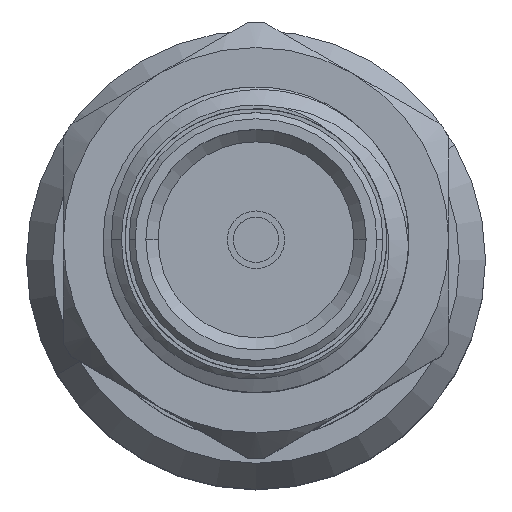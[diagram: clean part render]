
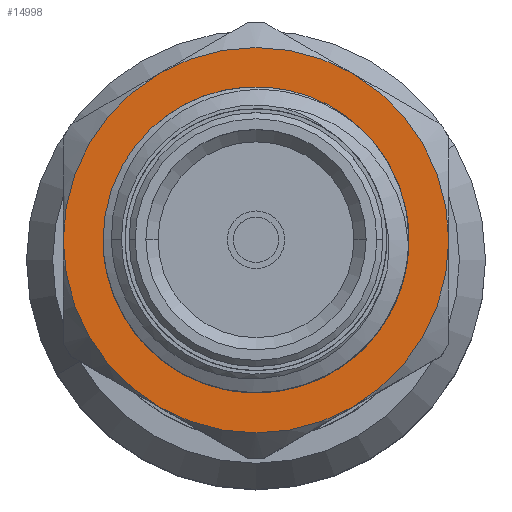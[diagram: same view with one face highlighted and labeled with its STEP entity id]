
A CAD part, top view. The second image highlights one B-rep face of the part: STEP entity #14998.
In plain terms, the highlighted face is planar.
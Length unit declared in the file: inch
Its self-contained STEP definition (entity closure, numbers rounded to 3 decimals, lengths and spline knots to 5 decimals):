
#1 = DIRECTION ( 'NONE',  ( 0., 0., 1. ) ) ;
#769 = CIRCLE ( 'NONE', #2876, 0.15748 ) ;
#934 = CARTESIAN_POINT ( 'NONE',  ( 0.30709, 0., 0. ) ) ;
#2083 = VERTEX_POINT ( 'NONE', #6398 ) ;
#2136 = EDGE_CURVE ( 'NONE', #12360, #2083, #10104, .T. ) ;
#2222 = CARTESIAN_POINT ( 'NONE',  ( 0.30709, 0., 0. ) ) ;
#2223 = CARTESIAN_POINT ( 'NONE',  ( 0.30709, 0., 0. ) ) ;
#2701 = CIRCLE ( 'NONE', #6950, 0.15748 ) ;
#2721 = AXIS2_PLACEMENT_3D ( 'NONE', #4879, #11630, #8840 ) ;
#2876 = AXIS2_PLACEMENT_3D ( 'NONE', #934, #6528, #17574 ) ;
#3120 = EDGE_LOOP ( 'NONE', ( #12303, #14197 ) ) ;
#3194 = CARTESIAN_POINT ( 'NONE',  ( 0.30709, 0., 0. ) ) ;
#3268 = DIRECTION ( 'NONE',  ( 0., 0., -1. ) ) ;
#3365 = VERTEX_POINT ( 'NONE', #13292 ) ;
#4638 = CARTESIAN_POINT ( 'NONE',  ( 0.30709, 0., 0. ) ) ;
#4644 = CARTESIAN_POINT ( 'NONE',  ( 0.30709, 0., 0. ) ) ;
#4780 = PLANE ( 'NONE',  #4795 ) ;
#4795 = AXIS2_PLACEMENT_3D ( 'NONE', #10260, #7460, #3268 ) ;
#4879 = CARTESIAN_POINT ( 'NONE',  ( 0.30709, 0., 0. ) ) ;
#5163 = DIRECTION ( 'NONE',  ( 0., 0., 1. ) ) ;
#5250 = ORIENTED_EDGE ( 'NONE', *, *, #16008, .T. ) ;
#5330 = CARTESIAN_POINT ( 'NONE',  ( 0.30709, -0.13638, 0.07874 ) ) ;
#5719 = EDGE_LOOP ( 'NONE', ( #6886, #14246, #12957, #10643, #16650, #5250 ) ) ;
#5770 = CARTESIAN_POINT ( 'NONE',  ( 0.30709, 0., 0.10875 ) ) ;
#6013 = DIRECTION ( 'NONE',  ( -1., 0., 0. ) ) ;
#6104 = VERTEX_POINT ( 'NONE', #13353 ) ;
#6398 = CARTESIAN_POINT ( 'NONE',  ( 0.30709, 0., -0.15748 ) ) ;
#6528 = DIRECTION ( 'NONE',  ( -1., 0., 0. ) ) ;
#6886 = ORIENTED_EDGE ( 'NONE', *, *, #2136, .T. ) ;
#6950 = AXIS2_PLACEMENT_3D ( 'NONE', #4638, #9926, #14454 ) ;
#7460 = DIRECTION ( 'NONE',  ( 1., 0., 0. ) ) ;
#7615 = DIRECTION ( 'NONE',  ( 1., 0., 0. ) ) ;
#7883 = VERTEX_POINT ( 'NONE', #5330 ) ;
#7934 = VERTEX_POINT ( 'NONE', #15143 ) ;
#8396 = CIRCLE ( 'NONE', #14930, 0.10875 ) ;
#8563 = AXIS2_PLACEMENT_3D ( 'NONE', #3194, #6013, #10664 ) ;
#8658 = FACE_OUTER_BOUND ( 'NONE', #5719, .T. ) ;
#8840 = DIRECTION ( 'NONE',  ( 0., 0., -1. ) ) ;
#9527 = FACE_BOUND ( 'NONE', #3120, .T. ) ;
#9926 = DIRECTION ( 'NONE',  ( -1., 0., 0. ) ) ;
#10104 = CIRCLE ( 'NONE', #16553, 0.15748 ) ;
#10185 = CARTESIAN_POINT ( 'NONE',  ( 0.30709, 0.13638, -0.07874 ) ) ;
#10260 = CARTESIAN_POINT ( 'NONE',  ( 0.30709, 0.10375, 0. ) ) ;
#10285 = AXIS2_PLACEMENT_3D ( 'NONE', #12388, #12441, #5163 ) ;
#10545 = EDGE_CURVE ( 'NONE', #7883, #6104, #769, .T. ) ;
#10626 = EDGE_CURVE ( 'NONE', #2083, #7934, #14143, .T. ) ;
#10643 = ORIENTED_EDGE ( 'NONE', *, *, #10545, .T. ) ;
#10664 = DIRECTION ( 'NONE',  ( 0., 0., 1. ) ) ;
#10997 = VERTEX_POINT ( 'NONE', #17738 ) ;
#11497 = VERTEX_POINT ( 'NONE', #5770 ) ;
#11630 = DIRECTION ( 'NONE',  ( 1., 0., 0. ) ) ;
#11903 = DIRECTION ( 'NONE',  ( -1., 0., 0. ) ) ;
#12303 = ORIENTED_EDGE ( 'NONE', *, *, #17215, .T. ) ;
#12326 = EDGE_CURVE ( 'NONE', #7934, #7883, #16576, .T. ) ;
#12360 = VERTEX_POINT ( 'NONE', #10185 ) ;
#12388 = CARTESIAN_POINT ( 'NONE',  ( 0.30709, 0., 0. ) ) ;
#12420 = AXIS2_PLACEMENT_3D ( 'NONE', #2223, #11903, #16199 ) ;
#12441 = DIRECTION ( 'NONE',  ( -1., 0., 0. ) ) ;
#12520 = CIRCLE ( 'NONE', #2721, 0.10875 ) ;
#12957 = ORIENTED_EDGE ( 'NONE', *, *, #12326, .T. ) ;
#13292 = CARTESIAN_POINT ( 'NONE',  ( 0.30709, 0., -0.10875 ) ) ;
#13353 = CARTESIAN_POINT ( 'NONE',  ( 0.30709, 0., 0.15748 ) ) ;
#14143 = CIRCLE ( 'NONE', #10285, 0.15748 ) ;
#14197 = ORIENTED_EDGE ( 'NONE', *, *, #17164, .T. ) ;
#14246 = ORIENTED_EDGE ( 'NONE', *, *, #10626, .T. ) ;
#14454 = DIRECTION ( 'NONE',  ( 0., 0., 1. ) ) ;
#14930 = AXIS2_PLACEMENT_3D ( 'NONE', #4644, #7615, #17407 ) ;
#14998 = ADVANCED_FACE ( 'NONE', ( #9527, #8658 ), #4780, .F. ) ;
#15143 = CARTESIAN_POINT ( 'NONE',  ( 0.30709, -0.13638, -0.07874 ) ) ;
#15205 = EDGE_CURVE ( 'NONE', #6104, #10997, #15851, .T. ) ;
#15851 = CIRCLE ( 'NONE', #12420, 0.15748 ) ;
#16008 = EDGE_CURVE ( 'NONE', #10997, #12360, #2701, .T. ) ;
#16199 = DIRECTION ( 'NONE',  ( 0., 0., 1. ) ) ;
#16313 = DIRECTION ( 'NONE',  ( -1., 0., 0. ) ) ;
#16553 = AXIS2_PLACEMENT_3D ( 'NONE', #2222, #16313, #1 ) ;
#16576 = CIRCLE ( 'NONE', #8563, 0.15748 ) ;
#16650 = ORIENTED_EDGE ( 'NONE', *, *, #15205, .T. ) ;
#17164 = EDGE_CURVE ( 'NONE', #11497, #3365, #8396, .T. ) ;
#17215 = EDGE_CURVE ( 'NONE', #3365, #11497, #12520, .T. ) ;
#17407 = DIRECTION ( 'NONE',  ( 0., 0., -1. ) ) ;
#17574 = DIRECTION ( 'NONE',  ( 0., 0., 1. ) ) ;
#17738 = CARTESIAN_POINT ( 'NONE',  ( 0.30709, 0.13638, 0.07874 ) ) ;
